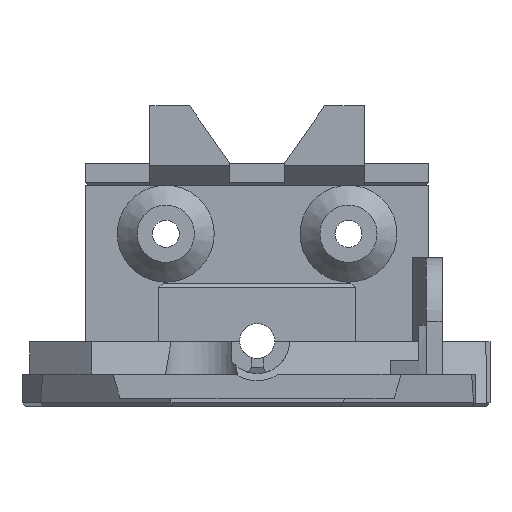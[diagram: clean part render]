
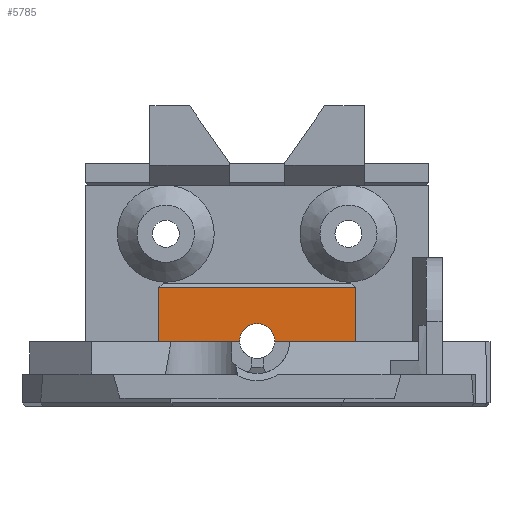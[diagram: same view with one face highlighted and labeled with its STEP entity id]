
A CAD part, front view. The second image highlights one B-rep face of the part: STEP entity #5785.
In plain terms, the highlighted planar face has unit normal (0, -1, 0).
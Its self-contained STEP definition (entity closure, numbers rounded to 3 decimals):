
#137 = DIRECTION ( 'NONE',  ( 0., 0., -1. ) ) ;
#840 = EDGE_LOOP ( 'NONE', ( #7116, #10856, #7804, #2982, #10916, #4183 ) ) ;
#1263 = DIRECTION ( 'NONE',  ( 0., 1., 0. ) ) ;
#1940 = AXIS2_PLACEMENT_3D ( 'NONE', #9424, #1263, #8104 ) ;
#2108 = EDGE_CURVE ( 'NONE', #10330, #7433, #5668, .T. ) ;
#2110 = LINE ( 'NONE', #6402, #2492 ) ;
#2280 = DIRECTION ( 'NONE',  ( -1., 0., 0. ) ) ;
#2393 = EDGE_CURVE ( 'NONE', #8054, #7682, #2110, .T. ) ;
#2492 = VECTOR ( 'NONE', #5743, 1000. ) ;
#2501 = EDGE_CURVE ( 'NONE', #10330, #8054, #9557, .T. ) ;
#2982 = ORIENTED_EDGE ( 'NONE', *, *, #6712, .F. ) ;
#3317 = VERTEX_POINT ( 'NONE', #4329 ) ;
#3673 = DIRECTION ( 'NONE',  ( 0., -1., 0. ) ) ;
#3730 = DIRECTION ( 'NONE',  ( -1., 0., 0. ) ) ;
#4144 = CARTESIAN_POINT ( 'NONE',  ( 114.299, -147.605, 137.6 ) ) ;
#4183 = ORIENTED_EDGE ( 'NONE', *, *, #7634, .F. ) ;
#4205 = AXIS2_PLACEMENT_3D ( 'NONE', #4504, #3673, #3730 ) ;
#4329 = CARTESIAN_POINT ( 'NONE',  ( 124.502, -147.605, 130.8 ) ) ;
#4504 = CARTESIAN_POINT ( 'NONE',  ( 126.699, -147.605, 130.9 ) ) ;
#4684 = CARTESIAN_POINT ( 'NONE',  ( 139.099, -147.605, 137.6 ) ) ;
#4721 = CARTESIAN_POINT ( 'NONE',  ( 139.099, -147.605, 138.2 ) ) ;
#4883 = DIRECTION ( 'NONE',  ( -1., 0., 0. ) ) ;
#4952 = VERTEX_POINT ( 'NONE', #10750 ) ;
#5668 = LINE ( 'NONE', #4721, #7253 ) ;
#5743 = DIRECTION ( 'NONE',  ( 0., 0., -1. ) ) ;
#5783 = PLANE ( 'NONE',  #1940 ) ;
#5785 = ADVANCED_FACE ( 'NONE', ( #8701 ), #5783, .F. ) ;
#5883 = CARTESIAN_POINT ( 'NONE',  ( 126.699, -147.605, 130.8 ) ) ;
#5913 = CARTESIAN_POINT ( 'NONE',  ( 114.299, -147.605, 137.6 ) ) ;
#6402 = CARTESIAN_POINT ( 'NONE',  ( 114.299, -147.605, 138.2 ) ) ;
#6712 = EDGE_CURVE ( 'NONE', #3317, #7682, #7312, .T. ) ;
#6826 = VECTOR ( 'NONE', #4883, 1000. ) ;
#6873 = CIRCLE ( 'NONE', #4205, 2.2 ) ;
#7116 = ORIENTED_EDGE ( 'NONE', *, *, #2108, .F. ) ;
#7253 = VECTOR ( 'NONE', #137, 1000. ) ;
#7312 = LINE ( 'NONE', #10108, #8711 ) ;
#7433 = VERTEX_POINT ( 'NONE', #9894 ) ;
#7634 = EDGE_CURVE ( 'NONE', #7433, #4952, #9522, .T. ) ;
#7682 = VERTEX_POINT ( 'NONE', #8686 ) ;
#7804 = ORIENTED_EDGE ( 'NONE', *, *, #2393, .T. ) ;
#8054 = VERTEX_POINT ( 'NONE', #4144 ) ;
#8104 = DIRECTION ( 'NONE',  ( 0., 0., 1. ) ) ;
#8686 = CARTESIAN_POINT ( 'NONE',  ( 114.299, -147.605, 130.8 ) ) ;
#8701 = FACE_OUTER_BOUND ( 'NONE', #840, .T. ) ;
#8711 = VECTOR ( 'NONE', #10941, 1000. ) ;
#9424 = CARTESIAN_POINT ( 'NONE',  ( 139.099, -147.605, 138.2 ) ) ;
#9522 = LINE ( 'NONE', #5883, #6826 ) ;
#9557 = LINE ( 'NONE', #5913, #10487 ) ;
#9894 = CARTESIAN_POINT ( 'NONE',  ( 139.099, -147.605, 130.8 ) ) ;
#10108 = CARTESIAN_POINT ( 'NONE',  ( 126.699, -147.605, 130.8 ) ) ;
#10205 = EDGE_CURVE ( 'NONE', #4952, #3317, #6873, .T. ) ;
#10330 = VERTEX_POINT ( 'NONE', #4684 ) ;
#10487 = VECTOR ( 'NONE', #2280, 1000. ) ;
#10750 = CARTESIAN_POINT ( 'NONE',  ( 128.897, -147.605, 130.8 ) ) ;
#10856 = ORIENTED_EDGE ( 'NONE', *, *, #2501, .T. ) ;
#10916 = ORIENTED_EDGE ( 'NONE', *, *, #10205, .F. ) ;
#10941 = DIRECTION ( 'NONE',  ( -1., 0., 0. ) ) ;
